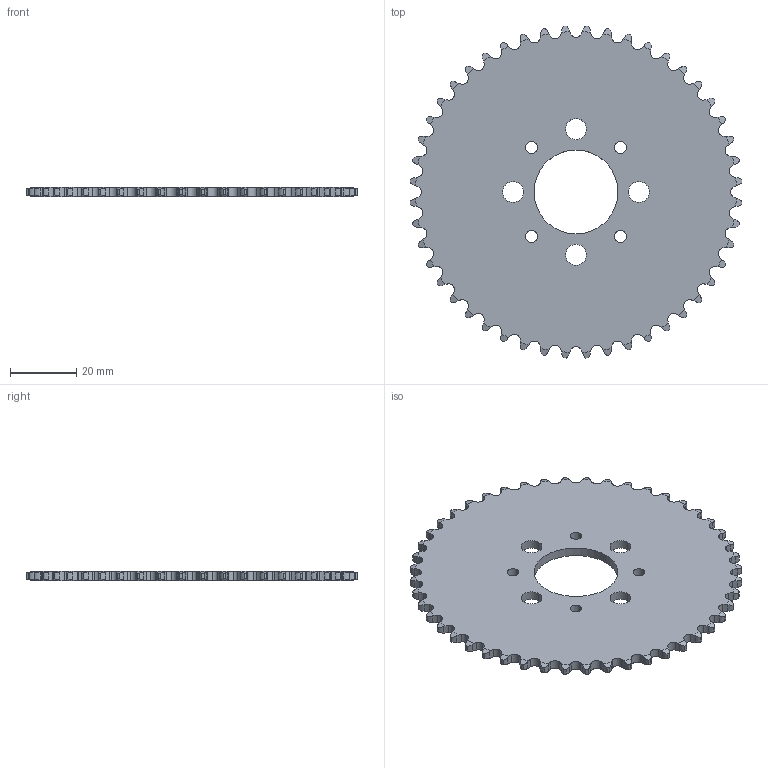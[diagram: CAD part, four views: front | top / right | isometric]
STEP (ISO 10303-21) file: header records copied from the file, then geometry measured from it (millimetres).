
FILE_DESCRIPTION (( 'STEP AP203' ), '1' );
FILE_NAME ('615126.STEP', '2014-07-22T18:54:25', ( 'Kyle' ), ( 'Microsoft' ), 'SwSTEP 2.0', 'SolidWorks 2014', '' );
FILE_SCHEMA (( 'CONFIG_CONTROL_DESIGN' ));
Length unit declared in the file: inch
Products named in the file (1): 615126
Bounding box: 100.52 x 100.52 x 2.79 mm (x, y, z)
Volume: 18539.7 mm3; surface area: 15146.5 mm2
Topology: 1 solids, 1 shells, 431 faces, 1287 edges, 858 vertices
Faces by surface type: cylinder 333, cone 96, plane 2
Entity records: 15626 total; most frequent: CARTESIAN_POINT 4153, ORIENTED_EDGE 2574, DIRECTION 2305, EDGE_CURVE 1287, AXIS2_PLACEMENT_3D 986, VERTEX_POINT 858, CIRCLE 554, EDGE_LOOP 449
